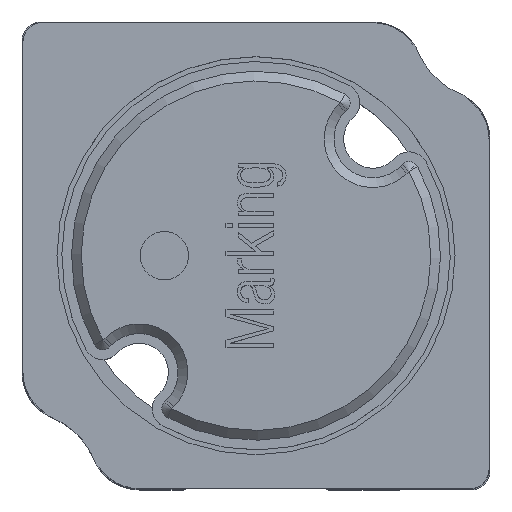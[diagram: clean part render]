
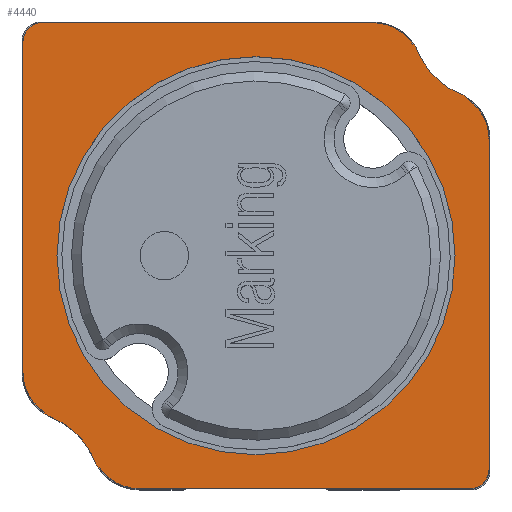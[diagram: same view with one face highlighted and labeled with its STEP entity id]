
A CAD part, top view. The second image highlights one B-rep face of the part: STEP entity #4440.
In plain terms, the highlighted planar face has unit normal (0, 0, 1).
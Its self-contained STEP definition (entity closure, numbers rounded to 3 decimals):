
#114=CIRCLE('',#4614,0.51);
#116=CIRCLE('',#4617,0.79);
#118=CIRCLE('',#4621,0.51);
#123=CIRCLE('',#4631,0.5);
#125=CIRCLE('',#4634,0.5);
#126=CIRCLE('',#4636,0.5);
#127=CIRCLE('',#4638,0.5);
#129=CIRCLE('',#4642,0.2);
#131=CIRCLE('',#4651,2.05);
#134=CIRCLE('',#4663,0.2);
#135=CIRCLE('',#4664,0.51);
#136=CIRCLE('',#4665,0.79);
#137=CIRCLE('',#4666,0.51);
#351=ORIENTED_EDGE('',*,*,#1204,.T.);
#352=ORIENTED_EDGE('',*,*,#1184,.T.);
#353=ORIENTED_EDGE('',*,*,#1167,.T.);
#354=ORIENTED_EDGE('',*,*,#1163,.T.);
#355=ORIENTED_EDGE('',*,*,#1158,.T.);
#356=ORIENTED_EDGE('',*,*,#1155,.T.);
#357=ORIENTED_EDGE('',*,*,#1151,.T.);
#358=ORIENTED_EDGE('',*,*,#1183,.T.);
#359=ORIENTED_EDGE('',*,*,#1217,.T.);
#360=ORIENTED_EDGE('',*,*,#1219,.T.);
#361=ORIENTED_EDGE('',*,*,#1210,.T.);
#362=ORIENTED_EDGE('',*,*,#1180,.T.);
#363=ORIENTED_EDGE('',*,*,#1220,.T.);
#364=ORIENTED_EDGE('',*,*,#1221,.T.);
#365=ORIENTED_EDGE('',*,*,#1222,.T.);
#366=ORIENTED_EDGE('',*,*,#1223,.T.);
#367=ORIENTED_EDGE('',*,*,#1224,.T.);
#368=ORIENTED_EDGE('',*,*,#1177,.T.);
#369=ORIENTED_EDGE('',*,*,#1202,.T.);
#370=ORIENTED_EDGE('',*,*,#1190,.T.);
#371=ORIENTED_EDGE('',*,*,#1218,.T.);
#1151=EDGE_CURVE('',#1611,#1609,#1916,.T.);
#1155=EDGE_CURVE('',#1613,#1611,#114,.T.);
#1158=EDGE_CURVE('',#1615,#1613,#116,.T.);
#1163=EDGE_CURVE('',#1618,#1615,#118,.T.);
#1167=EDGE_CURVE('',#1619,#1618,#1925,.T.);
#1177=EDGE_CURVE('',#1623,#1626,#123,.T.);
#1180=EDGE_CURVE('',#1630,#1629,#125,.T.);
#1183=EDGE_CURVE('',#1609,#1631,#126,.T.);
#1184=EDGE_CURVE('',#1632,#1619,#127,.T.);
#1190=EDGE_CURVE('',#1637,#1638,#129,.T.);
#1202=EDGE_CURVE('',#1626,#1637,#1947,.T.);
#1204=EDGE_CURVE('',#1645,#1645,#131,.T.);
#1210=EDGE_CURVE('',#1650,#1630,#1951,.T.);
#1217=EDGE_CURVE('',#1631,#1653,#1957,.T.);
#1218=EDGE_CURVE('',#1638,#1632,#1958,.T.);
#1219=EDGE_CURVE('',#1653,#1650,#134,.T.);
#1220=EDGE_CURVE('',#1629,#1654,#1959,.T.);
#1221=EDGE_CURVE('',#1654,#1655,#135,.T.);
#1222=EDGE_CURVE('',#1655,#1656,#136,.T.);
#1223=EDGE_CURVE('',#1656,#1657,#137,.T.);
#1224=EDGE_CURVE('',#1657,#1623,#1960,.T.);
#1609=VERTEX_POINT('',#5811);
#1611=VERTEX_POINT('',#5814);
#1613=VERTEX_POINT('',#5821);
#1615=VERTEX_POINT('',#5827);
#1618=VERTEX_POINT('',#5837);
#1619=VERTEX_POINT('',#5842);
#1623=VERTEX_POINT('',#5858);
#1626=VERTEX_POINT('',#5863);
#1629=VERTEX_POINT('',#5870);
#1630=VERTEX_POINT('',#5872);
#1631=VERTEX_POINT('',#5876);
#1632=VERTEX_POINT('',#5880);
#1637=VERTEX_POINT('',#5893);
#1638=VERTEX_POINT('',#5894);
#1645=VERTEX_POINT('',#5920);
#1650=VERTEX_POINT('',#5934);
#1653=VERTEX_POINT('',#5945);
#1654=VERTEX_POINT('',#5952);
#1655=VERTEX_POINT('',#5954);
#1656=VERTEX_POINT('',#5956);
#1657=VERTEX_POINT('',#5958);
#1916=LINE('',#5813,#2257);
#1925=LINE('',#5843,#2266);
#1947=LINE('',#5916,#2288);
#1951=LINE('',#5933,#2292);
#1957=LINE('',#5946,#2298);
#1958=LINE('',#5948,#2299);
#1959=LINE('',#5951,#2300);
#1960=LINE('',#5959,#2301);
#2257=VECTOR('',#4916,1000.);
#2266=VECTOR('',#4949,1000.);
#2288=VECTOR('',#5023,1000.);
#2292=VECTOR('',#5043,1000.);
#2298=VECTOR('',#5055,1000.);
#2299=VECTOR('',#5058,1000.);
#2300=VECTOR('',#5063,1000.);
#2301=VECTOR('',#5070,1000.);
#2612=EDGE_LOOP('',(#351));
#2613=EDGE_LOOP('',(#352,#353,#354,#355,#356,#357,#358,#359,#360,#361,#362,
#363,#364,#365,#366,#367,#368,#369,#370,#371));
#2822=FACE_BOUND('',#2612,.T.);
#2823=FACE_BOUND('',#2613,.T.);
#3020=PLANE('',#4662);
#4440=ADVANCED_FACE('',(#2822,#2823),#3020,.T.);
#4614=AXIS2_PLACEMENT_3D('',#5820,#4923,#4924);
#4617=AXIS2_PLACEMENT_3D('',#5826,#4930,#4931);
#4621=AXIS2_PLACEMENT_3D('',#5836,#4941,#4942);
#4631=AXIS2_PLACEMENT_3D('',#5864,#4970,#4971);
#4634=AXIS2_PLACEMENT_3D('',#5871,#4977,#4978);
#4636=AXIS2_PLACEMENT_3D('',#5877,#4983,#4984);
#4638=AXIS2_PLACEMENT_3D('',#5879,#4987,#4988);
#4642=AXIS2_PLACEMENT_3D('',#5892,#4999,#5000);
#4651=AXIS2_PLACEMENT_3D('',#5919,#5027,#5028);
#4662=AXIS2_PLACEMENT_3D('',#5949,#5059,#5060);
#4663=AXIS2_PLACEMENT_3D('',#5950,#5061,#5062);
#4664=AXIS2_PLACEMENT_3D('',#5953,#5064,#5065);
#4665=AXIS2_PLACEMENT_3D('',#5955,#5066,#5067);
#4666=AXIS2_PLACEMENT_3D('',#5957,#5068,#5069);
#4916=DIRECTION('',(-0.707,0.707,0.));
#4923=DIRECTION('',(0.,0.,1.));
#4924=DIRECTION('',(1.,0.,0.));
#4930=DIRECTION('',(0.,0.,-1.));
#4931=DIRECTION('',(1.,0.,0.));
#4941=DIRECTION('',(0.,0.,1.));
#4942=DIRECTION('',(1.,0.,0.));
#4949=DIRECTION('',(0.707,-0.707,0.));
#4970=DIRECTION('',(0.,0.,1.));
#4971=DIRECTION('',(1.,0.,0.));
#4977=DIRECTION('',(0.,0.,1.));
#4978=DIRECTION('',(1.,0.,0.));
#4983=DIRECTION('',(0.,0.,1.));
#4984=DIRECTION('',(1.,0.,0.));
#4987=DIRECTION('',(0.,0.,1.));
#4988=DIRECTION('',(1.,0.,0.));
#4999=DIRECTION('',(0.,0.,1.));
#5000=DIRECTION('',(1.,0.,0.));
#5023=DIRECTION('',(0.,-1.,0.));
#5027=DIRECTION('',(0.,0.,-1.));
#5028=DIRECTION('',(1.,0.,0.));
#5043=DIRECTION('',(-1.,0.,0.));
#5055=DIRECTION('',(0.,1.,0.));
#5058=DIRECTION('',(1.,0.,0.));
#5059=DIRECTION('',(0.,0.,1.));
#5060=DIRECTION('',(1.,0.,0.));
#5061=DIRECTION('',(0.,0.,1.));
#5062=DIRECTION('',(1.,0.,0.));
#5063=DIRECTION('',(-0.707,0.707,0.));
#5064=DIRECTION('',(0.,0.,1.));
#5065=DIRECTION('',(-1.,0.,0.));
#5066=DIRECTION('',(0.,0.,-1.));
#5067=DIRECTION('',(-1.,0.,0.));
#5068=DIRECTION('',(0.,0.,1.));
#5069=DIRECTION('',(-1.,0.,0.));
#5070=DIRECTION('',(0.707,-0.707,0.));
#5811=CARTESIAN_POINT('',(2.18,-1.614,1.8));
#5813=CARTESIAN_POINT('',(2.187,-1.621,1.8));
#5814=CARTESIAN_POINT('',(2.187,-1.621,1.8));
#5820=CARTESIAN_POINT('',(1.9,-1.2,1.8));
#5821=CARTESIAN_POINT('',(2.096,-1.671,1.8));
#5826=CARTESIAN_POINT('',(2.4,-2.4,1.8));
#5827=CARTESIAN_POINT('',(1.671,-2.096,1.8));
#5836=CARTESIAN_POINT('',(1.2,-1.9,1.8));
#5837=CARTESIAN_POINT('',(1.621,-2.187,1.8));
#5842=CARTESIAN_POINT('',(1.614,-2.18,1.8));
#5843=CARTESIAN_POINT('',(1.614,-2.18,1.8));
#5858=CARTESIAN_POINT('',(-2.18,1.614,1.8));
#5863=CARTESIAN_POINT('',(-2.4,1.2,1.8));
#5864=CARTESIAN_POINT('',(-1.9,1.2,1.8));
#5870=CARTESIAN_POINT('',(-1.614,2.18,1.8));
#5871=CARTESIAN_POINT('',(-1.2,1.9,1.8));
#5872=CARTESIAN_POINT('',(-1.2,2.4,1.8));
#5876=CARTESIAN_POINT('',(2.4,-1.2,1.8));
#5877=CARTESIAN_POINT('',(1.9,-1.2,1.8));
#5879=CARTESIAN_POINT('',(1.2,-1.9,1.8));
#5880=CARTESIAN_POINT('',(1.2,-2.4,1.8));
#5892=CARTESIAN_POINT('',(-2.2,-2.2,1.8));
#5893=CARTESIAN_POINT('',(-2.4,-2.2,1.8));
#5894=CARTESIAN_POINT('',(-2.2,-2.4,1.8));
#5916=CARTESIAN_POINT('',(-2.4,2.4,1.8));
#5919=CARTESIAN_POINT('',(0.,0.,1.8));
#5920=CARTESIAN_POINT('',(2.05,0.,1.8));
#5933=CARTESIAN_POINT('',(2.4,2.4,1.8));
#5934=CARTESIAN_POINT('',(2.2,2.4,1.8));
#5945=CARTESIAN_POINT('',(2.4,2.2,1.8));
#5946=CARTESIAN_POINT('',(2.4,-2.4,1.8));
#5948=CARTESIAN_POINT('',(-2.4,-2.4,1.8));
#5949=CARTESIAN_POINT('',(-2.4,-2.4,1.8));
#5950=CARTESIAN_POINT('',(2.2,2.2,1.8));
#5951=CARTESIAN_POINT('',(-1.614,2.18,1.8));
#5952=CARTESIAN_POINT('',(-1.621,2.187,1.8));
#5953=CARTESIAN_POINT('',(-1.2,1.9,1.8));
#5954=CARTESIAN_POINT('',(-1.671,2.096,1.8));
#5955=CARTESIAN_POINT('',(-2.4,2.4,1.8));
#5956=CARTESIAN_POINT('',(-2.096,1.671,1.8));
#5957=CARTESIAN_POINT('',(-1.9,1.2,1.8));
#5958=CARTESIAN_POINT('',(-2.187,1.621,1.8));
#5959=CARTESIAN_POINT('',(-2.187,1.621,1.8));
